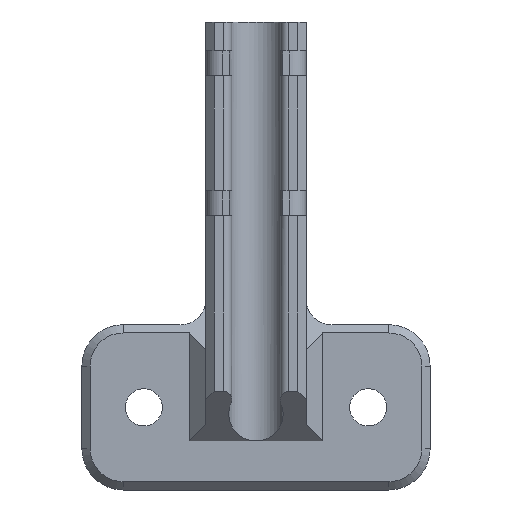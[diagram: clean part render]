
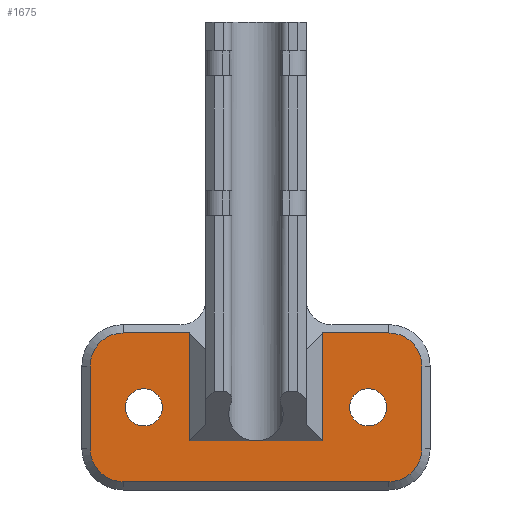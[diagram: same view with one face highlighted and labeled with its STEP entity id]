
A CAD part, front view. The second image highlights one B-rep face of the part: STEP entity #1675.
In plain terms, the highlighted planar face has unit normal (0, -1, 0).
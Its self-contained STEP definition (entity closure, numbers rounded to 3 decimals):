
#19=FACE_BOUND('',#217,.T.);
#20=FACE_BOUND('',#218,.T.);
#77=CIRCLE('',#1809,4.);
#78=CIRCLE('',#1810,4.);
#79=CIRCLE('',#1811,4.);
#80=CIRCLE('',#1812,4.);
#81=CIRCLE('',#1813,2.25);
#82=CIRCLE('',#1814,2.25);
#128=FACE_OUTER_BOUND('',#216,.T.);
#216=EDGE_LOOP('',(#1290,#1291,#1292,#1293,#1294,#1295,#1296,#1297,#1298,
#1299,#1300,#1301,#1302));
#217=EDGE_LOOP('',(#1303));
#218=EDGE_LOOP('',(#1304));
#319=LINE('',#2476,#515);
#357=LINE('',#2588,#553);
#368=LINE('',#2613,#564);
#370=LINE('',#2617,#566);
#371=LINE('',#2619,#567);
#372=LINE('',#2623,#568);
#373=LINE('',#2627,#569);
#374=LINE('',#2631,#570);
#375=LINE('',#2634,#571);
#515=VECTOR('',#1973,10.);
#553=VECTOR('',#2081,10.);
#564=VECTOR('',#2108,10.);
#566=VECTOR('',#2112,10.);
#567=VECTOR('',#2113,10.);
#568=VECTOR('',#2116,10.);
#569=VECTOR('',#2119,10.);
#570=VECTOR('',#2122,10.);
#571=VECTOR('',#2125,10.);
#710=VERTEX_POINT('',#2473);
#711=VERTEX_POINT('',#2475);
#750=VERTEX_POINT('',#2587);
#756=VERTEX_POINT('',#2612);
#757=VERTEX_POINT('',#2616);
#758=VERTEX_POINT('',#2618);
#759=VERTEX_POINT('',#2620);
#760=VERTEX_POINT('',#2622);
#761=VERTEX_POINT('',#2624);
#762=VERTEX_POINT('',#2626);
#763=VERTEX_POINT('',#2628);
#764=VERTEX_POINT('',#2630);
#765=VERTEX_POINT('',#2632);
#766=VERTEX_POINT('',#2635);
#767=VERTEX_POINT('',#2637);
#883=EDGE_CURVE('',#710,#711,#319,.T.);
#941=EDGE_CURVE('',#711,#750,#357,.T.);
#954=EDGE_CURVE('',#750,#756,#368,.T.);
#956=EDGE_CURVE('',#757,#710,#370,.T.);
#957=EDGE_CURVE('',#758,#757,#371,.T.);
#958=EDGE_CURVE('',#759,#758,#77,.T.);
#959=EDGE_CURVE('',#760,#759,#372,.T.);
#960=EDGE_CURVE('',#761,#760,#78,.T.);
#961=EDGE_CURVE('',#762,#761,#373,.T.);
#962=EDGE_CURVE('',#763,#762,#79,.T.);
#963=EDGE_CURVE('',#764,#763,#374,.T.);
#964=EDGE_CURVE('',#765,#764,#80,.T.);
#965=EDGE_CURVE('',#756,#765,#375,.T.);
#966=EDGE_CURVE('',#766,#766,#81,.T.);
#967=EDGE_CURVE('',#767,#767,#82,.T.);
#1290=ORIENTED_EDGE('',*,*,#954,.F.);
#1291=ORIENTED_EDGE('',*,*,#941,.F.);
#1292=ORIENTED_EDGE('',*,*,#883,.F.);
#1293=ORIENTED_EDGE('',*,*,#956,.F.);
#1294=ORIENTED_EDGE('',*,*,#957,.F.);
#1295=ORIENTED_EDGE('',*,*,#958,.F.);
#1296=ORIENTED_EDGE('',*,*,#959,.F.);
#1297=ORIENTED_EDGE('',*,*,#960,.F.);
#1298=ORIENTED_EDGE('',*,*,#961,.F.);
#1299=ORIENTED_EDGE('',*,*,#962,.F.);
#1300=ORIENTED_EDGE('',*,*,#963,.F.);
#1301=ORIENTED_EDGE('',*,*,#964,.F.);
#1302=ORIENTED_EDGE('',*,*,#965,.F.);
#1303=ORIENTED_EDGE('',*,*,#966,.T.);
#1304=ORIENTED_EDGE('',*,*,#967,.T.);
#1603=PLANE('',#1808);
#1675=ADVANCED_FACE('',(#128,#19,#20),#1603,.T.);
#1808=AXIS2_PLACEMENT_3D('',#2615,#2110,#2111);
#1809=AXIS2_PLACEMENT_3D('',#2621,#2114,#2115);
#1810=AXIS2_PLACEMENT_3D('',#2625,#2117,#2118);
#1811=AXIS2_PLACEMENT_3D('',#2629,#2120,#2121);
#1812=AXIS2_PLACEMENT_3D('',#2633,#2123,#2124);
#1813=AXIS2_PLACEMENT_3D('',#2636,#2126,#2127);
#1814=AXIS2_PLACEMENT_3D('',#2638,#2128,#2129);
#1973=DIRECTION('',(1.,0.,0.));
#2081=DIRECTION('',(1.,0.,0.));
#2108=DIRECTION('',(0.,0.,1.));
#2110=DIRECTION('center_axis',(0.,-1.,0.));
#2111=DIRECTION('ref_axis',(0.,0.,-1.));
#2112=DIRECTION('',(0.,0.,-1.));
#2113=DIRECTION('',(1.,0.,0.));
#2114=DIRECTION('center_axis',(0.,1.,0.));
#2115=DIRECTION('ref_axis',(-0.707,0.,0.707));
#2116=DIRECTION('',(0.,0.,1.));
#2117=DIRECTION('center_axis',(0.,1.,0.));
#2118=DIRECTION('ref_axis',(-0.707,0.,-0.707));
#2119=DIRECTION('',(-1.,0.,0.));
#2120=DIRECTION('center_axis',(0.,1.,0.));
#2121=DIRECTION('ref_axis',(0.707,0.,-0.707));
#2122=DIRECTION('',(0.,0.,-1.));
#2123=DIRECTION('center_axis',(0.,1.,0.));
#2124=DIRECTION('ref_axis',(0.707,0.,0.707));
#2125=DIRECTION('',(1.,0.,0.));
#2126=DIRECTION('center_axis',(0.,1.,0.));
#2127=DIRECTION('ref_axis',(-1.,0.,0.));
#2128=DIRECTION('center_axis',(0.,1.,0.));
#2129=DIRECTION('ref_axis',(-1.,0.,0.));
#2473=CARTESIAN_POINT('',(-5.808,39.429,14.354));
#2475=CARTESIAN_POINT('',(2.262,39.429,14.354));
#2476=CARTESIAN_POINT('',(-3.189,39.429,14.354));
#2587=CARTESIAN_POINT('',(10.342,39.429,14.354));
#2588=CARTESIAN_POINT('',(-3.189,39.429,14.354));
#2612=CARTESIAN_POINT('',(10.342,39.429,27.424));
#2613=CARTESIAN_POINT('',(10.342,39.429,30.083));
#2615=CARTESIAN_POINT('Origin',(-5.008,39.429,27.534));
#2616=CARTESIAN_POINT('',(-5.808,39.429,27.424));
#2617=CARTESIAN_POINT('',(-5.808,39.429,20.921));
#2618=CARTESIAN_POINT('',(-13.808,39.429,27.424));
#2619=CARTESIAN_POINT('',(-4.408,39.429,27.424));
#2620=CARTESIAN_POINT('',(-17.808,39.429,23.424));
#2621=CARTESIAN_POINT('Origin',(-13.808,39.429,23.424));
#2622=CARTESIAN_POINT('',(-17.808,39.429,13.424));
#2623=CARTESIAN_POINT('',(-17.808,39.429,27.979));
#2624=CARTESIAN_POINT('',(-13.808,39.429,9.424));
#2625=CARTESIAN_POINT('Origin',(-13.808,39.429,13.424));
#2626=CARTESIAN_POINT('',(18.342,39.429,9.424));
#2627=CARTESIAN_POINT('',(1.667,39.429,9.424));
#2628=CARTESIAN_POINT('',(22.342,39.429,13.424));
#2629=CARTESIAN_POINT('Origin',(18.342,39.429,13.424));
#2630=CARTESIAN_POINT('',(22.342,39.429,23.424));
#2631=CARTESIAN_POINT('',(22.342,39.429,17.979));
#2632=CARTESIAN_POINT('',(18.342,39.429,27.424));
#2633=CARTESIAN_POINT('Origin',(18.342,39.429,23.424));
#2634=CARTESIAN_POINT('',(9.167,39.429,27.424));
#2635=CARTESIAN_POINT('',(-9.058,39.429,18.424));
#2636=CARTESIAN_POINT('Origin',(-11.308,39.429,18.424));
#2637=CARTESIAN_POINT('',(18.092,39.429,18.424));
#2638=CARTESIAN_POINT('Origin',(15.842,39.429,18.424));
